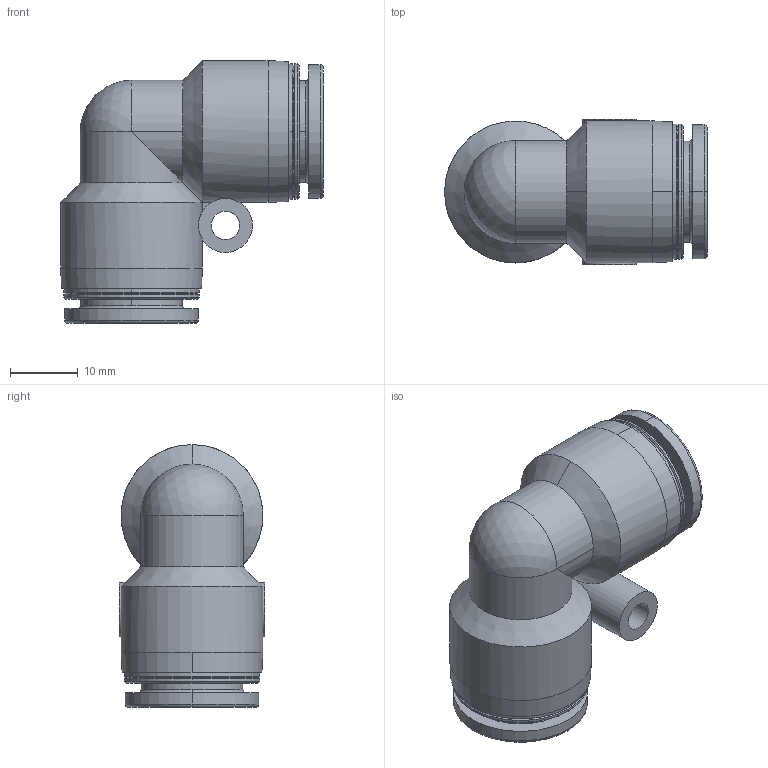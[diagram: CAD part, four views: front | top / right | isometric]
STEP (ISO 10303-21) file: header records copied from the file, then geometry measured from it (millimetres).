
FILE_DESCRIPTION(/* description */ (''),/* implementation_level */ '2;1');
FILE_NAME(/* name */ 'PV12.stp',/* time_stamp */ '2025-03-13T13:14:43-04:00',/* author */ ('esanner'),/* organization */ (''),/* preprocessor_version */ 'ST-DEVELOPER v19',/* originating_system */ 'AutoCAD Mechanical',/* authorisation */ '');
FILE_SCHEMA (('AUTOMOTIVE_DESIGN { 1 0 10303 214 3 1 1 }'));
Length unit declared in the file: millimetre
Products named in the file (1): Product
Bounding box: 38.9 x 21.5 x 38.9 mm (x, y, z)
Volume: 10155.8 mm3; surface area: 7262.5 mm2
Topology: 1 solids, 1 shells, 73 faces, 172 edges, 106 vertices
Faces by surface type: cylinder 26, cone 23, plane 14, torus 8, sphere 2
Full cylindrical faces by diameter (mm): 4.2 x1, 8 x1, 12 x2, 21 x2
Entity records: 2276 total; most frequent: CARTESIAN_POINT 475, DIRECTION 423, ORIENTED_EDGE 348, AXIS2_PLACEMENT_3D 184, EDGE_CURVE 174, VERTEX_POINT 108, CIRCLE 107, EDGE_LOOP 84
